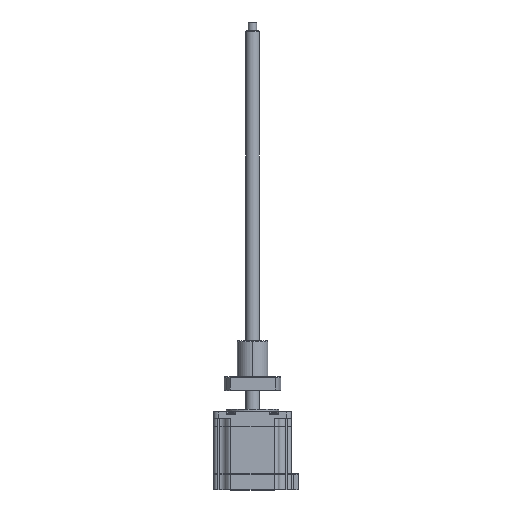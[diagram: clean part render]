
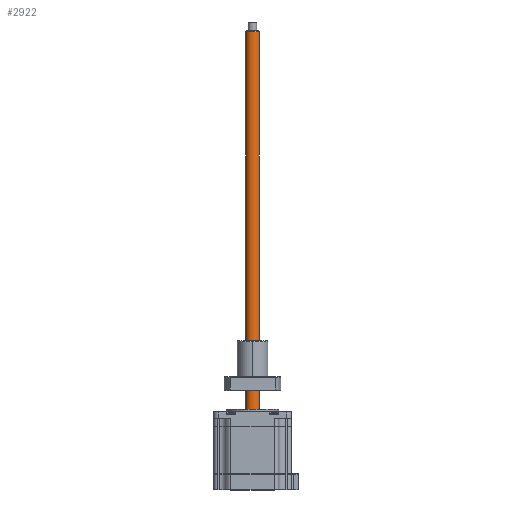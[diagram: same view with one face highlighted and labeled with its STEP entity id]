
A CAD part, top view. The second image highlights one B-rep face of the part: STEP entity #2922.
In plain terms, the highlighted cylindrical face has radius 5 mm (diameter 10 mm), a partial arc.
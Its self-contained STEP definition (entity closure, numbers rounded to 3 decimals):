
#1623 = CARTESIAN_POINT ( 'NONE',  ( -11.379, 258.328, 63.632 ) ) ;
#1743 = ORIENTED_EDGE ( 'NONE', *, *, #26950, .F. ) ;
#2922 = ADVANCED_FACE ( 'NONE', ( #28310 ), #5258, .T. ) ;
#5258 = CYLINDRICAL_SURFACE ( 'NONE', #54836, 5. ) ;
#11051 = LINE ( 'NONE', #46482, #22771 ) ;
#11335 = DIRECTION ( 'NONE',  ( -1., 0., 0.004 ) ) ;
#11773 = VERTEX_POINT ( 'NONE', #49544 ) ;
#11842 = AXIS2_PLACEMENT_3D ( 'NONE', #37486, #55705, #39044 ) ;
#13575 = VERTEX_POINT ( 'NONE', #24742 ) ;
#13728 = CARTESIAN_POINT ( 'NONE',  ( -11.379, -15.672, 63.632 ) ) ;
#16577 = DIRECTION ( 'NONE',  ( 0., -1., 0. ) ) ;
#17323 = EDGE_CURVE ( 'NONE', #27655, #11773, #28847, .T. ) ;
#19407 = AXIS2_PLACEMENT_3D ( 'NONE', #46206, #50097, #11335 ) ;
#22771 = VECTOR ( 'NONE', #55440, 1000. ) ;
#24505 = DIRECTION ( 'NONE',  ( -1., 0., 0.004 ) ) ;
#24742 = CARTESIAN_POINT ( 'NONE',  ( -21.379, 258.328, 63.668 ) ) ;
#26950 = EDGE_CURVE ( 'NONE', #54466, #27655, #56875, .T. ) ;
#27655 = VERTEX_POINT ( 'NONE', #13728 ) ;
#28310 = FACE_OUTER_BOUND ( 'NONE', #45110, .T. ) ;
#28847 = CIRCLE ( 'NONE', #19407, 5. ) ;
#30367 = CARTESIAN_POINT ( 'NONE',  ( -11.379, 259.328, 63.632 ) ) ;
#35399 = EDGE_CURVE ( 'NONE', #54466, #13575, #55897, .T. ) ;
#37486 = CARTESIAN_POINT ( 'NONE',  ( -16.379, 258.328, 63.65 ) ) ;
#38169 = VECTOR ( 'NONE', #16577, 1000. ) ;
#39044 = DIRECTION ( 'NONE',  ( 1., 0., -0.004 ) ) ;
#39360 = ORIENTED_EDGE ( 'NONE', *, *, #35399, .T. ) ;
#43037 = CARTESIAN_POINT ( 'NONE',  ( -16.379, 259.328, 63.65 ) ) ;
#45110 = EDGE_LOOP ( 'NONE', ( #1743, #39360, #55539, #57011 ) ) ;
#46206 = CARTESIAN_POINT ( 'NONE',  ( -16.379, -15.672, 63.65 ) ) ;
#46482 = CARTESIAN_POINT ( 'NONE',  ( -21.379, 259.328, 63.668 ) ) ;
#46898 = DIRECTION ( 'NONE',  ( 0., -1., 0. ) ) ;
#49544 = CARTESIAN_POINT ( 'NONE',  ( -21.379, -15.672, 63.668 ) ) ;
#50097 = DIRECTION ( 'NONE',  ( 0., -1., 0. ) ) ;
#54466 = VERTEX_POINT ( 'NONE', #1623 ) ;
#54836 = AXIS2_PLACEMENT_3D ( 'NONE', #43037, #46898, #24505 ) ;
#55440 = DIRECTION ( 'NONE',  ( 0., -1., 0. ) ) ;
#55539 = ORIENTED_EDGE ( 'NONE', *, *, #57048, .T. ) ;
#55705 = DIRECTION ( 'NONE',  ( 0., -1., 0. ) ) ;
#55897 = CIRCLE ( 'NONE', #11842, 5. ) ;
#56875 = LINE ( 'NONE', #30367, #38169 ) ;
#57011 = ORIENTED_EDGE ( 'NONE', *, *, #17323, .F. ) ;
#57048 = EDGE_CURVE ( 'NONE', #13575, #11773, #11051, .T. ) ;
